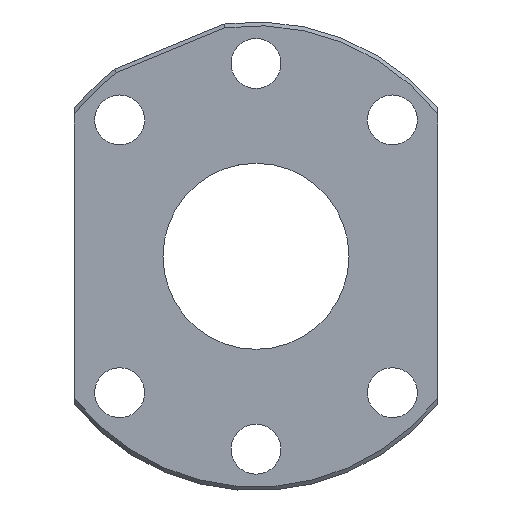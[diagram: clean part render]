
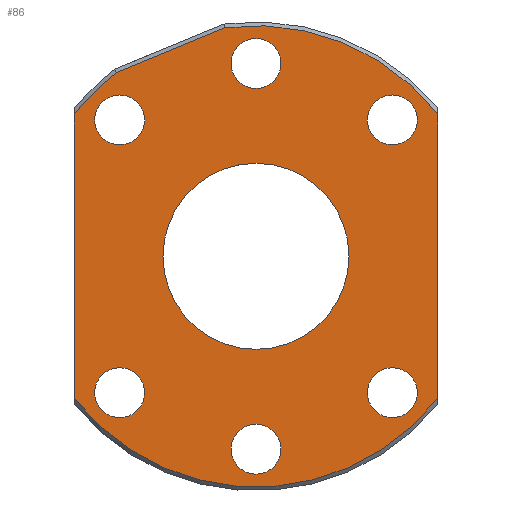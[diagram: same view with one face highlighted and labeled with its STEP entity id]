
A CAD part, front view. The second image highlights one B-rep face of the part: STEP entity #86.
In plain terms, the highlighted planar face has unit normal (0, -1, 0).
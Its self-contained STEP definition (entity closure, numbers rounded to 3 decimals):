
#86 = ADVANCED_FACE( '', ( #126, #127, #128, #129, #130, #131, #132, #133 ), #134, .T. );
#126 = FACE_BOUND( '', #207, .T. );
#127 = FACE_BOUND( '', #208, .T. );
#128 = FACE_BOUND( '', #209, .T. );
#129 = FACE_BOUND( '', #210, .T. );
#130 = FACE_BOUND( '', #211, .T. );
#131 = FACE_BOUND( '', #212, .T. );
#132 = FACE_BOUND( '', #213, .T. );
#133 = FACE_OUTER_BOUND( '', #214, .T. );
#134 = PLANE( '', #215 );
#207 = EDGE_LOOP( '', ( #348 ) );
#208 = EDGE_LOOP( '', ( #349 ) );
#209 = EDGE_LOOP( '', ( #350 ) );
#210 = EDGE_LOOP( '', ( #351 ) );
#211 = EDGE_LOOP( '', ( #352 ) );
#212 = EDGE_LOOP( '', ( #353 ) );
#213 = EDGE_LOOP( '', ( #354 ) );
#214 = EDGE_LOOP( '', ( #355, #356, #357, #358, #359, #360 ) );
#215 = AXIS2_PLACEMENT_3D( '', #361, #362, #363 );
#348 = ORIENTED_EDGE( '', *, *, #495, .F. );
#349 = ORIENTED_EDGE( '', *, *, #496, .T. );
#350 = ORIENTED_EDGE( '', *, *, #497, .T. );
#351 = ORIENTED_EDGE( '', *, *, #498, .T. );
#352 = ORIENTED_EDGE( '', *, *, #499, .T. );
#353 = ORIENTED_EDGE( '', *, *, #500, .T. );
#354 = ORIENTED_EDGE( '', *, *, #486, .T. );
#355 = ORIENTED_EDGE( '', *, *, #493, .T. );
#356 = ORIENTED_EDGE( '', *, *, #483, .T. );
#357 = ORIENTED_EDGE( '', *, *, #478, .T. );
#358 = ORIENTED_EDGE( '', *, *, #473, .T. );
#359 = ORIENTED_EDGE( '', *, *, #467, .T. );
#360 = ORIENTED_EDGE( '', *, *, #490, .T. );
#361 = CARTESIAN_POINT( '', ( -24., 0., 30.866 ) );
#362 = DIRECTION( '', ( 0., -1., 0. ) );
#363 = DIRECTION( '', ( 0., 0., -1. ) );
#467 = EDGE_CURVE( '', #530, #531, #532, .F. );
#473 = EDGE_CURVE( '', #541, #530, #542, .F. );
#478 = EDGE_CURVE( '', #550, #541, #551, .T. );
#483 = EDGE_CURVE( '', #558, #550, #559, .F. );
#486 = EDGE_CURVE( '', #563, #563, #564, .F. );
#490 = EDGE_CURVE( '', #531, #569, #571, .F. );
#493 = EDGE_CURVE( '', #569, #558, #575, .T. );
#495 = EDGE_CURVE( '', #577, #577, #578, .T. );
#496 = EDGE_CURVE( '', #579, #579, #580, .F. );
#497 = EDGE_CURVE( '', #581, #581, #582, .F. );
#498 = EDGE_CURVE( '', #583, #583, #584, .F. );
#499 = EDGE_CURVE( '', #585, #585, #586, .F. );
#500 = EDGE_CURVE( '', #587, #587, #588, .F. );
#530 = VERTEX_POINT( '', #640 );
#531 = VERTEX_POINT( '', #641 );
#532 = LINE( '', #642, #643 );
#541 = VERTEX_POINT( '', #663 );
#542 = CIRCLE( '', #664, 30.5 );
#550 = VERTEX_POINT( '', #680 );
#551 = LINE( '', #681, #682 );
#558 = VERTEX_POINT( '', #695 );
#559 = CIRCLE( '', #696, 30.5 );
#563 = VERTEX_POINT( '', #703 );
#564 = CIRCLE( '', #704, 3.3 );
#569 = VERTEX_POINT( '', #709 );
#571 = CIRCLE( '', #714, 30.5 );
#575 = LINE( '', #719, #720 );
#577 = VERTEX_POINT( '', #723 );
#578 = CIRCLE( '', #724, 12.3 );
#579 = VERTEX_POINT( '', #725 );
#580 = CIRCLE( '', #726, 3.3 );
#581 = VERTEX_POINT( '', #727 );
#582 = CIRCLE( '', #728, 3.3 );
#583 = VERTEX_POINT( '', #729 );
#584 = CIRCLE( '', #730, 3.3 );
#585 = VERTEX_POINT( '', #731 );
#586 = CIRCLE( '', #732, 3.3 );
#587 = VERTEX_POINT( '', #733 );
#588 = CIRCLE( '', #734, 3.3 );
#640 = CARTESIAN_POINT( '', ( 24., 0., -18.822 ) );
#641 = CARTESIAN_POINT( '', ( 24., 0., 18.822 ) );
#642 = CARTESIAN_POINT( '', ( 24., 0., 30.866 ) );
#643 = VECTOR( '', #841, 1000. );
#663 = CARTESIAN_POINT( '', ( -24., 0., -18.822 ) );
#664 = AXIS2_PLACEMENT_3D( '', #844, #845, #846 );
#680 = CARTESIAN_POINT( '', ( -24., 0., 18.822 ) );
#681 = CARTESIAN_POINT( '', ( -24., 0., 30.866 ) );
#682 = VECTOR( '', #849, 1000. );
#695 = CARTESIAN_POINT( '', ( -18.446, 0., 24.29 ) );
#696 = AXIS2_PLACEMENT_3D( '', #856, #857, #858 );
#703 = CARTESIAN_POINT( '', ( 21.331, 0., -18.031 ) );
#704 = AXIS2_PLACEMENT_3D( '', #862, #863, #864 );
#709 = CARTESIAN_POINT( '', ( -4.133, 0., 30.219 ) );
#714 = AXIS2_PLACEMENT_3D( '', #871, #872, #873 );
#719 = CARTESIAN_POINT( '', ( -4.133, 0., 30.219 ) );
#720 = VECTOR( '', #878, 1000. );
#723 = CARTESIAN_POINT( '', ( 0., 0., -12.3 ) );
#724 = AXIS2_PLACEMENT_3D( '', #880, #881, #882 );
#725 = CARTESIAN_POINT( '', ( 21.331, 0., 18.031 ) );
#726 = AXIS2_PLACEMENT_3D( '', #883, #884, #885 );
#727 = CARTESIAN_POINT( '', ( 3.3, 0., 25.5 ) );
#728 = AXIS2_PLACEMENT_3D( '', #886, #887, #888 );
#729 = CARTESIAN_POINT( '', ( -14.731, 0., 18.031 ) );
#730 = AXIS2_PLACEMENT_3D( '', #889, #890, #891 );
#731 = CARTESIAN_POINT( '', ( -14.731, 0., -18.031 ) );
#732 = AXIS2_PLACEMENT_3D( '', #892, #893, #894 );
#733 = CARTESIAN_POINT( '', ( 3.3, 0., -25.5 ) );
#734 = AXIS2_PLACEMENT_3D( '', #895, #896, #897 );
#841 = DIRECTION( '', ( 0., 0., -1. ) );
#844 = CARTESIAN_POINT( '', ( 0., 0., 0. ) );
#845 = DIRECTION( '', ( 0., 1., 0. ) );
#846 = DIRECTION( '', ( 0., 0., 1. ) );
#849 = DIRECTION( '', ( 0., 0., -1. ) );
#856 = CARTESIAN_POINT( '', ( 0., 0., 0. ) );
#857 = DIRECTION( '', ( 0., 1., 0. ) );
#858 = DIRECTION( '', ( 0., 0., 1. ) );
#862 = CARTESIAN_POINT( '', ( 18.031, 0., -18.031 ) );
#863 = DIRECTION( '', ( 0., -1., 0. ) );
#864 = DIRECTION( '', ( 1., 0., 0. ) );
#871 = CARTESIAN_POINT( '', ( 0., 0., 0. ) );
#872 = DIRECTION( '', ( 0., 1., 0. ) );
#873 = DIRECTION( '', ( 0., 0., 1. ) );
#878 = DIRECTION( '', ( -0.924, 0., -0.383 ) );
#880 = CARTESIAN_POINT( '', ( 0., 0., 0. ) );
#881 = DIRECTION( '', ( 0., -1., 0. ) );
#882 = DIRECTION( '', ( 0., 0., -1. ) );
#883 = CARTESIAN_POINT( '', ( 18.031, 0., 18.031 ) );
#884 = DIRECTION( '', ( 0., -1., 0. ) );
#885 = DIRECTION( '', ( 1., 0., 0. ) );
#886 = CARTESIAN_POINT( '', ( 0., 0., 25.5 ) );
#887 = DIRECTION( '', ( 0., -1., 0. ) );
#888 = DIRECTION( '', ( 1., 0., 0. ) );
#889 = CARTESIAN_POINT( '', ( -18.031, 0., 18.031 ) );
#890 = DIRECTION( '', ( 0., -1., 0. ) );
#891 = DIRECTION( '', ( 1., 0., 0. ) );
#892 = CARTESIAN_POINT( '', ( -18.031, 0., -18.031 ) );
#893 = DIRECTION( '', ( 0., -1., 0. ) );
#894 = DIRECTION( '', ( 1., 0., 0. ) );
#895 = CARTESIAN_POINT( '', ( 0., 0., -25.5 ) );
#896 = DIRECTION( '', ( 0., -1., 0. ) );
#897 = DIRECTION( '', ( 1., 0., 0. ) );
